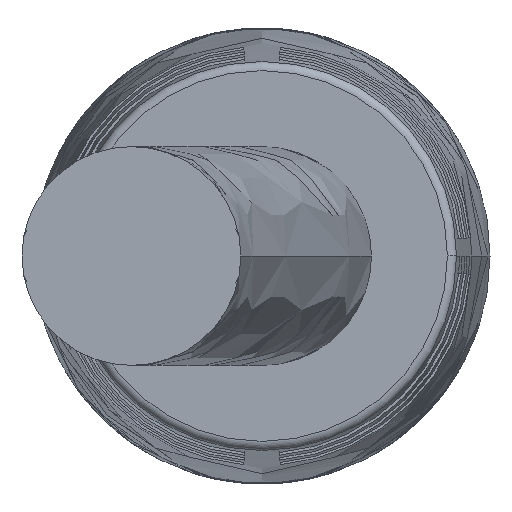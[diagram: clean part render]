
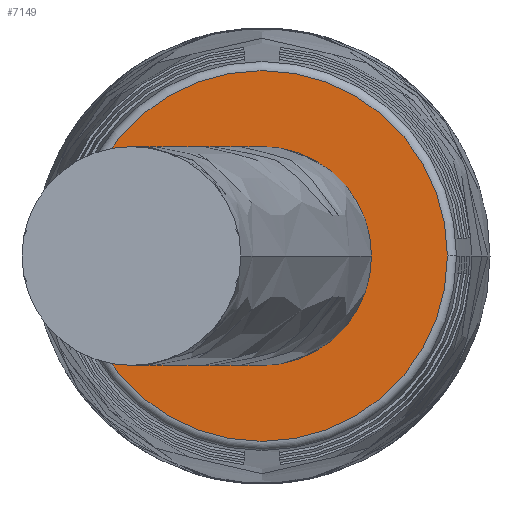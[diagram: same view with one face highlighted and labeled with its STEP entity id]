
A CAD part, front view. The second image highlights one B-rep face of the part: STEP entity #7149.
In plain terms, the highlighted planar face has unit normal (0, -1, 0).
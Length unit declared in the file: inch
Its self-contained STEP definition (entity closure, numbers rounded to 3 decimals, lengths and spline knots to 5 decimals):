
#1999=CARTESIAN_POINT('',(0.,-0.35433,0.));
#2000=DIRECTION('',(0.,1.,0.));
#2001=DIRECTION('',(1.,0.,0.));
#2002=AXIS2_PLACEMENT_3D('',#1999,#2000,#2001);
#2004=CARTESIAN_POINT('',(0.,-0.35433,0.));
#2005=DIRECTION('',(0.,1.,0.));
#2006=DIRECTION('',(-1.,0.,0.));
#2007=AXIS2_PLACEMENT_3D('',#2004,#2005,#2006);
#2009=CARTESIAN_POINT('',(0.,-0.35433,0.));
#2010=DIRECTION('',(0.,-1.,0.));
#2011=DIRECTION('',(1.,0.,0.));
#2012=AXIS2_PLACEMENT_3D('',#2009,#2010,#2011);
#2014=CARTESIAN_POINT('',(0.,-0.35433,0.));
#2015=DIRECTION('',(0.,-1.,0.));
#2016=DIRECTION('',(-1.,0.,0.));
#2017=AXIS2_PLACEMENT_3D('',#2014,#2015,#2016);
#3959=CARTESIAN_POINT('',(0.16004,-0.35433,0.));
#3960=CARTESIAN_POINT('',(-0.16004,-0.35433,0.));
#3961=VERTEX_POINT('',#3959);
#3962=VERTEX_POINT('',#3960);
#3999=CARTESIAN_POINT('',(0.09449,-0.35433,
0.));
#4000=CARTESIAN_POINT('',(-0.09449,-0.35433,
0.));
#4001=VERTEX_POINT('',#3999);
#4002=VERTEX_POINT('',#4000);
#7134=CARTESIAN_POINT('',(0.,-0.35433,0.));
#7135=DIRECTION('',(0.,1.,0.));
#7136=DIRECTION('',(-1.,0.,0.));
#7137=AXIS2_PLACEMENT_3D('',#7134,#7135,#7136);
#7138=PLANE('',#7137);
#7139=ORIENTED_EDGE('',*,*,#7114,.T.);
#7140=ORIENTED_EDGE('',*,*,#7128,.T.);
#7141=EDGE_LOOP('',(#7139,#7140));
#7142=FACE_OUTER_BOUND('',#7141,.F.);
#7144=ORIENTED_EDGE('',*,*,#7143,.T.);
#7146=ORIENTED_EDGE('',*,*,#7145,.T.);
#7147=EDGE_LOOP('',(#7144,#7146));
#7148=FACE_BOUND('',#7147,.F.);
#7149=ADVANCED_FACE('',(#7142,#7148),#7138,.F.);
#2003=CIRCLE('',#2002,0.16004);
#2008=CIRCLE('',#2007,0.16004);
#2013=CIRCLE('',#2012,0.09449);
#2018=CIRCLE('',#2017,0.09449);
#7114=EDGE_CURVE('',#3961,#3962,#2003,.T.);
#7128=EDGE_CURVE('',#3962,#3961,#2008,.T.);
#7143=EDGE_CURVE('',#4001,#4002,#2013,.T.);
#7145=EDGE_CURVE('',#4002,#4001,#2018,.T.);
